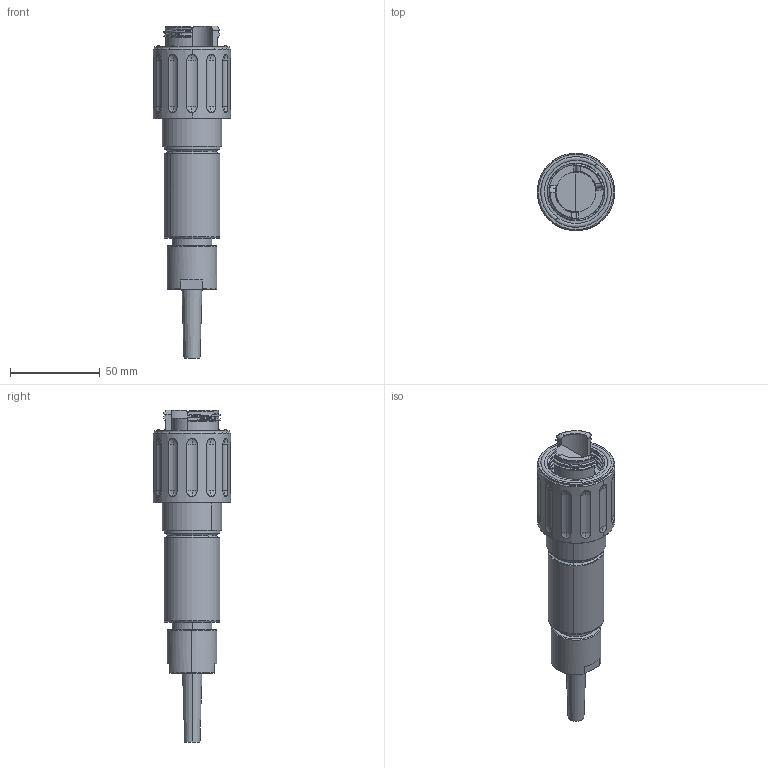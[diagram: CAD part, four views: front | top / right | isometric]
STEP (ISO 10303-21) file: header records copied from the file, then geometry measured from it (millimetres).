
FILE_DESCRIPTION (( 'STEP AP203' ), '1' );
FILE_NAME ('Size 19 Hermaphroditic Plug Body.STEP', '2019-03-28T18:51:43', ( '' ), ( '' ), 'SwSTEP 2.0', 'SolidWorks 2019', '' );
FILE_SCHEMA (( 'CONFIG_CONTROL_DESIGN' ));
Length unit declared in the file: inch
Products named in the file (1): Size 19 Hermaphroditic Plug Body
Bounding box: 43.18 x 43.18 x 184.71 mm (x, y, z)
Volume: 127317.4 mm3; surface area: 24028.8 mm2
Topology: 1 solids, 1 shells, 195 faces, 486 edges, 315 vertices
Faces by surface type: cylinder 75, sphere 48, plane 26, cone 16, bspline 16, torus 14
Entity records: 9177 total; most frequent: CARTESIAN_POINT 4744, ORIENTED_EDGE 972, DIRECTION 856, EDGE_CURVE 486, AXIS2_PLACEMENT_3D 362, VERTEX_POINT 315, EDGE_LOOP 217, FACE_OUTER_BOUND 195
